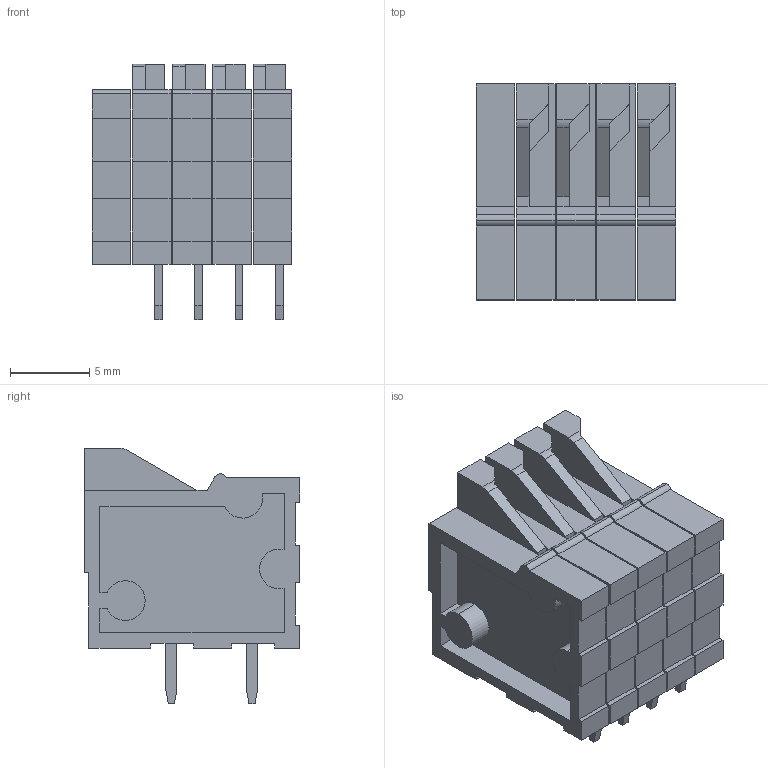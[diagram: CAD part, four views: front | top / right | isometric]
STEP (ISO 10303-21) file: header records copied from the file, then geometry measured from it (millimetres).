
FILE_DESCRIPTION (( 'STEP AP214' ), '1' );
FILE_NAME ('User Library-DG141R-4-2.54.STEP', '2019-07-24T08:52:41', ( '' ), ( '' ), 'SwSTEP 2.0', 'SolidWorks 2019', '' );
FILE_SCHEMA (( 'AUTOMOTIVE_DESIGN' ));
Length unit declared in the file: millimetre
Products named in the file (1): User Library-DG141R-4-2.54
Bounding box: 12.6 x 13.6 x 16.1 mm (x, y, z)
Volume: 1515.3 mm3; surface area: 2583.8 mm2
Topology: 17 solids, 17 shells, 325 faces, 846 edges, 560 vertices
Faces by surface type: plane 288, cylinder 29, cone 8
Entity records: 10104 total; most frequent: CARTESIAN_POINT 1800, ORIENTED_EDGE 1692, DIRECTION 1560, EDGE_CURVE 846, LINE 760, VECTOR 760, VERTEX_POINT 560, AXIS2_PLACEMENT_3D 400
